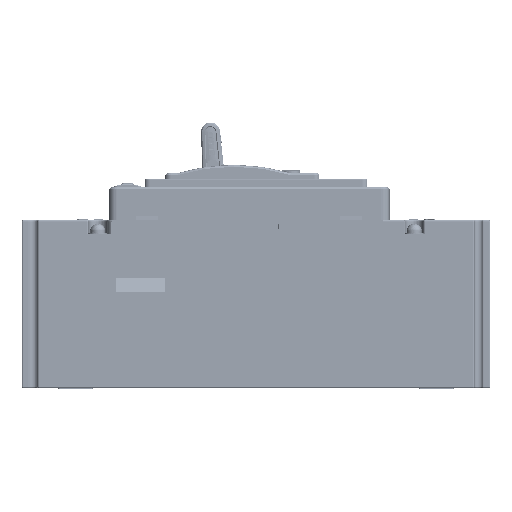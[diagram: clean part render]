
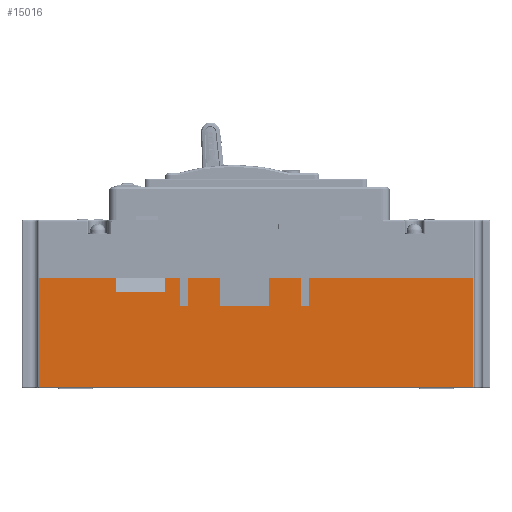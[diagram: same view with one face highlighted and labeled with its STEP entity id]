
A CAD part, front view. The second image highlights one B-rep face of the part: STEP entity #15016.
In plain terms, the highlighted planar face has unit normal (0, -1, 0).
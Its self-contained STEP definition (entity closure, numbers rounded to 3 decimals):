
#9119=CIRCLE('',#139852,0.5);
#9120=CIRCLE('',#139855,0.5);
#9121=CIRCLE('',#139859,0.5);
#9122=CIRCLE('',#139862,0.5);
#9123=CIRCLE('',#139866,0.5);
#9124=CIRCLE('',#139869,0.5);
#15016=ADVANCED_FACE('',(#27320),#22306,.T.);
#22306=PLANE('',#140301);
#27320=FACE_OUTER_BOUND('',#34516,.T.);
#34516=EDGE_LOOP('',(#49343,#49344,#49345,#49346,#49347,#49348,#49349,#49350,
#49351,#49352,#49353,#49354,#49355,#49356,#49357,#49358,#49359,#49360,#49361,
#49362,#49363,#49364,#49365,#49366,#49367,#49368));
#49343=ORIENTED_EDGE('',*,*,#98094,.T.);
#49344=ORIENTED_EDGE('',*,*,#98254,.T.);
#49345=ORIENTED_EDGE('',*,*,#94852,.F.);
#49346=ORIENTED_EDGE('',*,*,#97534,.T.);
#49347=ORIENTED_EDGE('',*,*,#97532,.T.);
#49348=ORIENTED_EDGE('',*,*,#97530,.F.);
#49349=ORIENTED_EDGE('',*,*,#97528,.T.);
#49350=ORIENTED_EDGE('',*,*,#97526,.F.);
#49351=ORIENTED_EDGE('',*,*,#94848,.F.);
#49352=ORIENTED_EDGE('',*,*,#97525,.F.);
#49353=ORIENTED_EDGE('',*,*,#97523,.T.);
#49354=ORIENTED_EDGE('',*,*,#97521,.T.);
#49355=ORIENTED_EDGE('',*,*,#97519,.T.);
#49356=ORIENTED_EDGE('',*,*,#97517,.T.);
#49357=ORIENTED_EDGE('',*,*,#94612,.F.);
#49358=ORIENTED_EDGE('',*,*,#97516,.T.);
#49359=ORIENTED_EDGE('',*,*,#97514,.T.);
#49360=ORIENTED_EDGE('',*,*,#97512,.F.);
#49361=ORIENTED_EDGE('',*,*,#97510,.T.);
#49362=ORIENTED_EDGE('',*,*,#97508,.F.);
#49363=ORIENTED_EDGE('',*,*,#94608,.T.);
#49364=ORIENTED_EDGE('',*,*,#97507,.F.);
#49365=ORIENTED_EDGE('',*,*,#97505,.T.);
#49366=ORIENTED_EDGE('',*,*,#97504,.T.);
#49367=ORIENTED_EDGE('',*,*,#94604,.T.);
#49368=ORIENTED_EDGE('',*,*,#97502,.T.);
#81502=VERTEX_POINT('',#191041);
#81503=VERTEX_POINT('',#191043);
#81506=VERTEX_POINT('',#191049);
#81507=VERTEX_POINT('',#191051);
#81510=VERTEX_POINT('',#191057);
#81511=VERTEX_POINT('',#191059);
#81737=VERTEX_POINT('',#191553);
#81738=VERTEX_POINT('',#191555);
#81741=VERTEX_POINT('',#191561);
#81742=VERTEX_POINT('',#191563);
#83577=VERTEX_POINT('',#197320);
#83578=VERTEX_POINT('',#197324);
#83579=VERTEX_POINT('',#197328);
#83580=VERTEX_POINT('',#197334);
#83581=VERTEX_POINT('',#197338);
#83582=VERTEX_POINT('',#197342);
#83583=VERTEX_POINT('',#197346);
#83584=VERTEX_POINT('',#197352);
#83585=VERTEX_POINT('',#197356);
#83586=VERTEX_POINT('',#197360);
#83587=VERTEX_POINT('',#197364);
#83588=VERTEX_POINT('',#197370);
#83589=VERTEX_POINT('',#197374);
#83590=VERTEX_POINT('',#197378);
#83591=VERTEX_POINT('',#197382);
#83888=VERTEX_POINT('',#198597);
#94604=EDGE_CURVE('',#81503,#81502,#114048,.T.);
#94608=EDGE_CURVE('',#81507,#81506,#114052,.T.);
#94612=EDGE_CURVE('',#81510,#81511,#114056,.T.);
#94848=EDGE_CURVE('',#81737,#81738,#114276,.T.);
#94852=EDGE_CURVE('',#81741,#81742,#114280,.T.);
#97502=EDGE_CURVE('',#81502,#83577,#116103,.T.);
#97504=EDGE_CURVE('',#83578,#81503,#116105,.T.);
#97505=EDGE_CURVE('',#83579,#83578,#116106,.T.);
#97507=EDGE_CURVE('',#83579,#81506,#116108,.T.);
#97508=EDGE_CURVE('',#81507,#83580,#116109,.T.);
#97510=EDGE_CURVE('',#83581,#83580,#9119,.T.);
#97512=EDGE_CURVE('',#83581,#83582,#116112,.T.);
#97514=EDGE_CURVE('',#83583,#83582,#9120,.T.);
#97516=EDGE_CURVE('',#81510,#83583,#116115,.T.);
#97517=EDGE_CURVE('',#83584,#81511,#116116,.T.);
#97519=EDGE_CURVE('',#83585,#83584,#9121,.T.);
#97521=EDGE_CURVE('',#83586,#83585,#116119,.T.);
#97523=EDGE_CURVE('',#83587,#83586,#9122,.T.);
#97525=EDGE_CURVE('',#83587,#81737,#116122,.T.);
#97526=EDGE_CURVE('',#81738,#83588,#116123,.T.);
#97528=EDGE_CURVE('',#83589,#83588,#9123,.T.);
#97530=EDGE_CURVE('',#83589,#83590,#116126,.T.);
#97532=EDGE_CURVE('',#83591,#83590,#9124,.T.);
#97534=EDGE_CURVE('',#81741,#83591,#116129,.T.);
#98094=EDGE_CURVE('',#83577,#83888,#116560,.T.);
#98254=EDGE_CURVE('',#83888,#81742,#116661,.T.);
#114048=LINE('',#191042,#126045);
#114052=LINE('',#191050,#126049);
#114056=LINE('',#191058,#126053);
#114276=LINE('',#191554,#126273);
#114280=LINE('',#191562,#126277);
#116103=LINE('',#197321,#128100);
#116105=LINE('',#197325,#128102);
#116106=LINE('',#197327,#128103);
#116108=LINE('',#197331,#128105);
#116109=LINE('',#197333,#128106);
#116112=LINE('',#197341,#128109);
#116115=LINE('',#197349,#128112);
#116116=LINE('',#197351,#128113);
#116119=LINE('',#197359,#128116);
#116122=LINE('',#197367,#128119);
#116123=LINE('',#197369,#128120);
#116126=LINE('',#197377,#128123);
#116129=LINE('',#197385,#128126);
#116560=LINE('',#198598,#128557);
#116661=LINE('',#198919,#128658);
#126045=VECTOR('',#152122,1.);
#126049=VECTOR('',#152126,1.);
#126053=VECTOR('',#152130,1.);
#126273=VECTOR('',#152448,1.);
#126277=VECTOR('',#152452,1.);
#128100=VECTOR('',#157679,1.);
#128102=VECTOR('',#157683,1.);
#128103=VECTOR('',#157686,1.);
#128105=VECTOR('',#157690,1.);
#128106=VECTOR('',#157693,1.);
#128109=VECTOR('',#157702,1.);
#128112=VECTOR('',#157711,1.);
#128113=VECTOR('',#157714,1.);
#128116=VECTOR('',#157723,1.);
#128119=VECTOR('',#157732,1.);
#128120=VECTOR('',#157735,1.);
#128123=VECTOR('',#157744,1.);
#128126=VECTOR('',#157753,1.);
#128557=VECTOR('',#158898,1.);
#128658=VECTOR('',#159145,1.);
#139852=AXIS2_PLACEMENT_3D('',#197337,#157697,#157698);
#139855=AXIS2_PLACEMENT_3D('',#197345,#157706,#157707);
#139859=AXIS2_PLACEMENT_3D('',#197355,#157718,#157719);
#139862=AXIS2_PLACEMENT_3D('',#197363,#157727,#157728);
#139866=AXIS2_PLACEMENT_3D('',#197373,#157739,#157740);
#139869=AXIS2_PLACEMENT_3D('',#197381,#157748,#157749);
#140301=AXIS2_PLACEMENT_3D('',#198920,#159146,#159147);
#152122=DIRECTION('',(-1.,0.,0.));
#152126=DIRECTION('',(-1.,0.,0.));
#152130=DIRECTION('',(1.,0.,0.));
#152448=DIRECTION('',(1.,0.,0.));
#152452=DIRECTION('',(1.,0.,0.));
#157679=DIRECTION('',(0.,0.,-1.));
#157683=DIRECTION('',(0.,0.,1.));
#157686=DIRECTION('',(-1.,0.,0.));
#157690=DIRECTION('',(0.,0.,1.));
#157693=DIRECTION('',(0.,0.,-1.));
#157697=DIRECTION('',(0.,1.,0.));
#157698=DIRECTION('',(1.,0.,0.));
#157702=DIRECTION('',(1.,0.,0.));
#157706=DIRECTION('',(0.,1.,0.));
#157707=DIRECTION('',(1.,0.,0.));
#157711=DIRECTION('',(0.,0.,-1.));
#157714=DIRECTION('',(0.,0.,1.));
#157718=DIRECTION('',(0.,1.,0.));
#157719=DIRECTION('',(1.,0.,0.));
#157723=DIRECTION('',(-1.,0.,0.));
#157727=DIRECTION('',(0.,1.,0.));
#157728=DIRECTION('',(1.,0.,0.));
#157732=DIRECTION('',(0.,0.,1.));
#157735=DIRECTION('',(0.,0.,-1.));
#157739=DIRECTION('',(0.,1.,0.));
#157740=DIRECTION('',(1.,0.,0.));
#157744=DIRECTION('',(1.,0.,0.));
#157748=DIRECTION('',(0.,1.,0.));
#157749=DIRECTION('',(1.,0.,0.));
#157753=DIRECTION('',(0.,0.,-1.));
#158898=DIRECTION('',(1.,0.,0.));
#159145=DIRECTION('',(0.,0.,1.));
#159146=DIRECTION('',(0.,-1.,0.));
#159147=DIRECTION('',(0.,0.,-1.));
#191041=CARTESIAN_POINT('',(6.96,0.,-3.));
#191042=CARTESIAN_POINT('',(7.93,0.,-3.));
#191043=CARTESIAN_POINT('',(34.766,0.,-3.));
#191049=CARTESIAN_POINT('',(52.766,0.,-3.));
#191050=CARTESIAN_POINT('',(7.93,0.,-3.));
#191051=CARTESIAN_POINT('',(58.166,0.,-3.));
#191057=CARTESIAN_POINT('',(61.166,0.,-3.));
#191058=CARTESIAN_POINT('',(0.766,0.,-3.));
#191059=CARTESIAN_POINT('',(72.666,0.,-3.));
#191553=CARTESIAN_POINT('',(90.666,0.,-3.));
#191554=CARTESIAN_POINT('',(0.766,0.,-3.));
#191555=CARTESIAN_POINT('',(102.166,0.,-3.));
#191561=CARTESIAN_POINT('',(105.166,0.,-3.));
#191562=CARTESIAN_POINT('',(0.766,0.,-3.));
#191563=CARTESIAN_POINT('',(164.572,0.,-3.));
#197320=CARTESIAN_POINT('',(6.96,0.,-42.5));
#197321=CARTESIAN_POINT('',(6.96,0.,-399.));
#197324=CARTESIAN_POINT('',(34.766,0.,-8.));
#197325=CARTESIAN_POINT('',(34.766,0.,-8.));
#197327=CARTESIAN_POINT('',(52.766,0.,-8.));
#197328=CARTESIAN_POINT('',(52.766,0.,-8.));
#197331=CARTESIAN_POINT('',(52.766,0.,-8.));
#197333=CARTESIAN_POINT('',(58.166,0.,-2.));
#197334=CARTESIAN_POINT('',(58.166,0.,-12.8));
#197337=CARTESIAN_POINT('',(58.666,0.,-12.8));
#197338=CARTESIAN_POINT('',(58.666,0.,-13.3));
#197341=CARTESIAN_POINT('',(0.766,0.,-13.3));
#197342=CARTESIAN_POINT('',(60.666,0.,-13.3));
#197345=CARTESIAN_POINT('',(60.666,0.,-12.8));
#197346=CARTESIAN_POINT('',(61.166,0.,-12.8));
#197349=CARTESIAN_POINT('',(61.166,0.,-3.));
#197351=CARTESIAN_POINT('',(72.666,0.,-104.97));
#197352=CARTESIAN_POINT('',(72.666,0.,-12.8));
#197355=CARTESIAN_POINT('',(73.166,0.,-12.8));
#197356=CARTESIAN_POINT('',(73.166,0.,-13.3));
#197359=CARTESIAN_POINT('',(90.366,0.,-13.3));
#197360=CARTESIAN_POINT('',(90.166,0.,-13.3));
#197363=CARTESIAN_POINT('',(90.166,0.,-12.8));
#197364=CARTESIAN_POINT('',(90.666,0.,-12.8));
#197367=CARTESIAN_POINT('',(90.666,0.,-104.97));
#197369=CARTESIAN_POINT('',(102.166,0.,-2.));
#197370=CARTESIAN_POINT('',(102.166,0.,-12.8));
#197373=CARTESIAN_POINT('',(102.666,0.,-12.8));
#197374=CARTESIAN_POINT('',(102.666,0.,-13.3));
#197377=CARTESIAN_POINT('',(0.766,0.,-13.3));
#197378=CARTESIAN_POINT('',(104.666,0.,-13.3));
#197381=CARTESIAN_POINT('',(104.666,0.,-12.8));
#197382=CARTESIAN_POINT('',(105.166,0.,-12.8));
#197385=CARTESIAN_POINT('',(105.166,0.,-3.));
#198597=CARTESIAN_POINT('',(164.572,0.,-42.5));
#198598=CARTESIAN_POINT('',(0.766,0.,-42.5));
#198919=CARTESIAN_POINT('',(164.572,0.,-399.));
#198920=CARTESIAN_POINT('',(0.766,0.,-2.));
